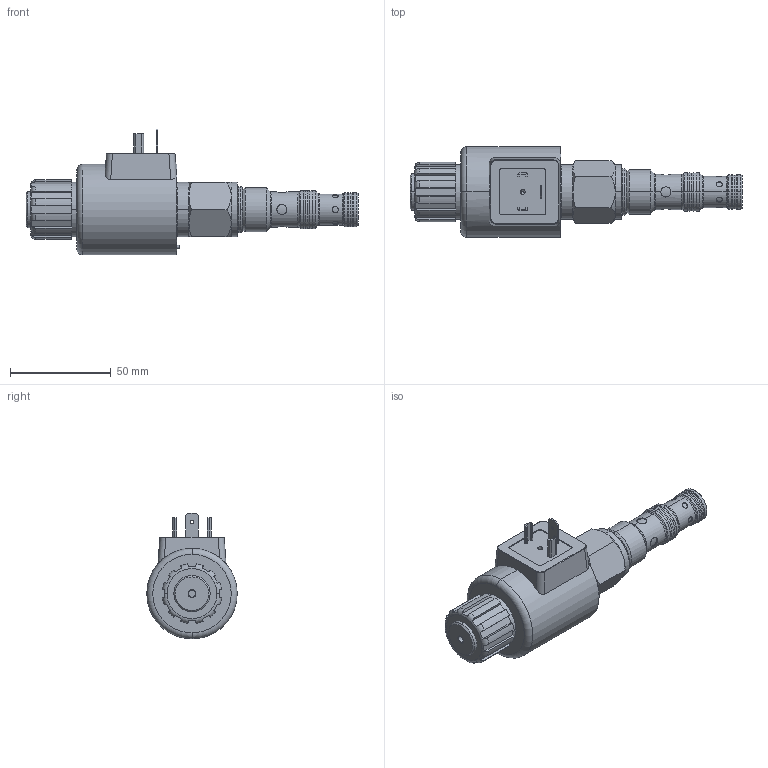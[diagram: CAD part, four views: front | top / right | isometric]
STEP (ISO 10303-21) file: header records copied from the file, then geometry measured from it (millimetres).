
FILE_DESCRIPTION (( 'STEP AP214' ), '1' );
FILE_NAME ('518.022-G24_3-Wege-Stormr_Kunde.STEP', '2017-03-27T05:53:51', ( 'User' ), ( '' ), 'SwSTEP 2.0', 'SolidWorks 2016', '' );
FILE_SCHEMA (( 'AUTOMOTIVE_DESIGN' ));
Length unit declared in the file: millimetre
Products named in the file (1): 518.022-G24_3-Wege-Stormr_Kunde
Bounding box: 165 x 45 x 62.5 mm (x, y, z)
Volume: 130654.8 mm3; surface area: 40254.9 mm2
Topology: 9 solids, 9 shells, 432 faces, 968 edges, 581 vertices
Faces by surface type: cylinder 143, plane 133, cone 110, torus 42, bspline 4
Entity records: 18219 total; most frequent: CARTESIAN_POINT 3719, DIRECTION 2092, ORIENTED_EDGE 1932, EDGE_CURVE 966, AXIS2_PLACEMENT_3D 837, VERTEX_POINT 581, EDGE_LOOP 477, UNCERTAINTY_MEASURE_WITH_UNIT 443
